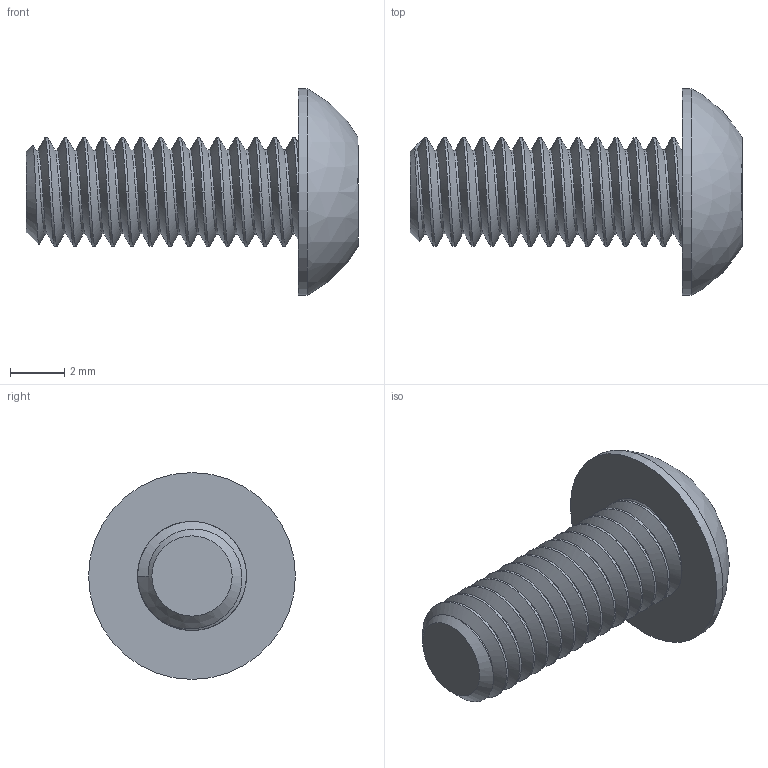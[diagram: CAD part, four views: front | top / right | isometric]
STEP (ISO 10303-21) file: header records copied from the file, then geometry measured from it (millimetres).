
FILE_DESCRIPTION(/* description */ (''),/* implementation_level */ '2;1');
FILE_NAME(/* name */ 'M4x10BHCS-0 v1.step',/* time_stamp */ '2020-09-14T12:04:04-04:00',/* author */ (''),/* organization */ (''),/* preprocessor_version */ 'ST-DEVELOPER v18.1',/* originating_system */ 'Autodesk Translation Framework v9.3.0.1241',/* authorisation */ '');
FILE_SCHEMA (('AUTOMOTIVE_DESIGN { 1 0 10303 214 3 1 1 }'));
Length unit declared in the file: millimetre
Products named in the file (2): M4x10BHCS-0; 92095A190
Assembly tree (1 placements, depth 2):
  M4x10BHCS-0
    92095A190
Bounding box: 12.2 x 7.6 x 7.6 mm (x, y, z)
Volume: 161.2 mm3; surface area: 342.8 mm2
Topology: 1 solids, 1 shells, 41 faces, 93 edges, 57 vertices
Faces by surface type: cylinder 18, plane 12, cone 7, bspline 3, sphere 1
Full cylindrical faces by diameter (mm): 4 x13, 7.6 x1
Entity records: 3786 total; most frequent: CARTESIAN_POINT 2905, ORIENTED_EDGE 186, DIRECTION 147, EDGE_CURVE 93, VERTEX_POINT 57, AXIS2_PLACEMENT_3D 55, EDGE_LOOP 44, FACE_OUTER_BOUND 41
